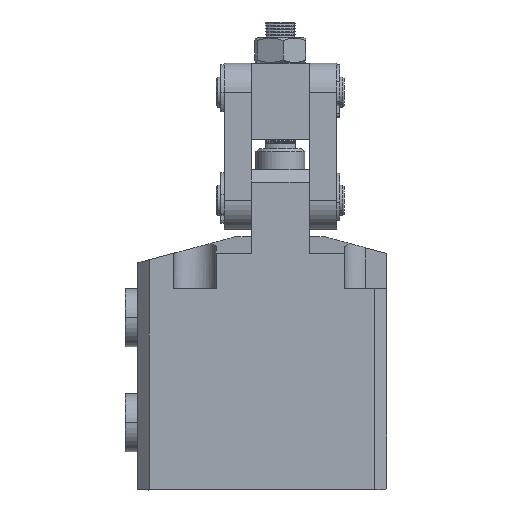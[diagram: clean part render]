
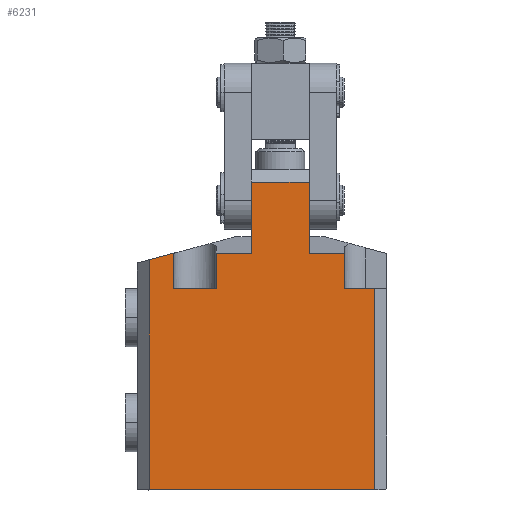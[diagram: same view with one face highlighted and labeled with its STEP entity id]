
A CAD part, top view. The second image highlights one B-rep face of the part: STEP entity #6231.
In plain terms, the highlighted planar face has unit normal (0, 0, 1).
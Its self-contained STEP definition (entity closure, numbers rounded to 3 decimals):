
#27 = CARTESIAN_POINT ( 'NONE',  ( 465.21, 181.157, 35. ) ) ;
#258 = VERTEX_POINT ( 'NONE', #15362 ) ;
#328 = EDGE_CURVE ( 'NONE', #14676, #676, #4747, .T. ) ;
#643 = VERTEX_POINT ( 'NONE', #9163 ) ;
#676 = VERTEX_POINT ( 'NONE', #11317 ) ;
#738 = CARTESIAN_POINT ( 'NONE',  ( 486.71, 103.516, 35. ) ) ;
#913 = DIRECTION ( 'NONE',  ( 0., 1., 0. ) ) ;
#994 = ORIENTED_EDGE ( 'NONE', *, *, #14018, .T. ) ;
#1049 = EDGE_CURVE ( 'NONE', #676, #11209, #2748, .T. ) ;
#1193 = VECTOR ( 'NONE', #6925, 1000. ) ;
#1341 = LINE ( 'NONE', #6876, #1193 ) ;
#1363 = ORIENTED_EDGE ( 'NONE', *, *, #1049, .T. ) ;
#1589 = EDGE_CURVE ( 'NONE', #11209, #7790, #1341, .T. ) ;
#1707 = DIRECTION ( 'NONE',  ( 1., 0., 0. ) ) ;
#1800 = ORIENTED_EDGE ( 'NONE', *, *, #1589, .T. ) ;
#1809 = LINE ( 'NONE', #5670, #2085 ) ;
#1856 = CARTESIAN_POINT ( 'NONE',  ( 412.71, 103.516, 35. ) ) ;
#2085 = VECTOR ( 'NONE', #5696, 1000. ) ;
#2316 = DIRECTION ( 'NONE',  ( -0.966, -0.259, 0. ) ) ;
#2356 = EDGE_CURVE ( 'NONE', #7790, #4429, #16330, .T. ) ;
#2503 = CARTESIAN_POINT ( 'NONE',  ( 420.71, 181.157, 35. ) ) ;
#2510 = CARTESIAN_POINT ( 'NONE',  ( 412.71, 181.157, 35. ) ) ;
#2517 = VECTOR ( 'NONE', #11770, 1000. ) ;
#2564 = VECTOR ( 'NONE', #913, 1000. ) ;
#2690 = ORIENTED_EDGE ( 'NONE', *, *, #16261, .T. ) ;
#2748 = LINE ( 'NONE', #12995, #2517 ) ;
#2771 = DIRECTION ( 'NONE',  ( -1., 0., 0. ) ) ;
#3176 = CARTESIAN_POINT ( 'NONE',  ( 486.71, 169.516, 35. ) ) ;
#3261 = LINE ( 'NONE', #738, #2564 ) ;
#3483 = CARTESIAN_POINT ( 'NONE',  ( 476.71, 103.516, 35. ) ) ;
#3670 = EDGE_CURVE ( 'NONE', #4429, #643, #12766, .T. ) ;
#4031 = VECTOR ( 'NONE', #7581, 1000. ) ;
#4046 = LINE ( 'NONE', #8025, #4031 ) ;
#4279 = CARTESIAN_POINT ( 'NONE',  ( 465.21, 204.516, 35. ) ) ;
#4352 = VERTEX_POINT ( 'NONE', #27 ) ;
#4429 = VERTEX_POINT ( 'NONE', #6914 ) ;
#4704 = VECTOR ( 'NONE', #15884, 1000. ) ;
#4747 = LINE ( 'NONE', #15870, #4704 ) ;
#4810 = DIRECTION ( 'NONE',  ( 0., 1., 0. ) ) ;
#5250 = EDGE_CURVE ( 'NONE', #643, #258, #8316, .T. ) ;
#5670 = CARTESIAN_POINT ( 'NONE',  ( 465.21, 103.516, 35. ) ) ;
#5696 = DIRECTION ( 'NONE',  ( 0., 1., 0. ) ) ;
#5789 = VECTOR ( 'NONE', #2771, 1000. ) ;
#5796 = CARTESIAN_POINT ( 'NONE',  ( 420.71, 181.157, 35. ) ) ;
#5830 = LINE ( 'NONE', #2510, #5789 ) ;
#5857 = FACE_OUTER_BOUND ( 'NONE', #9324, .T. ) ;
#5929 = EDGE_CURVE ( 'NONE', #258, #11759, #3261, .T. ) ;
#6231 = ADVANCED_FACE ( 'NONE', ( #5857 ), #9346, .T. ) ;
#6259 = VERTEX_POINT ( 'NONE', #6893 ) ;
#6276 = CARTESIAN_POINT ( 'NONE',  ( 434.71, 181.157, 35. ) ) ;
#6785 = EDGE_CURVE ( 'NONE', #11759, #13751, #4046, .T. ) ;
#6876 = CARTESIAN_POINT ( 'NONE',  ( 420.71, 103.516, 35. ) ) ;
#6893 = CARTESIAN_POINT ( 'NONE',  ( 476.71, 181.157, 35. ) ) ;
#6914 = CARTESIAN_POINT ( 'NONE',  ( 412.71, 179.014, 35. ) ) ;
#6925 = DIRECTION ( 'NONE',  ( 0., 1., 0. ) ) ;
#7101 = VERTEX_POINT ( 'NONE', #13261 ) ;
#7581 = DIRECTION ( 'NONE',  ( -1., 0., 0. ) ) ;
#7790 = VERTEX_POINT ( 'NONE', #5796 ) ;
#7821 = DIRECTION ( 'NONE',  ( 0., -1., 0. ) ) ;
#7851 = CARTESIAN_POINT ( 'NONE',  ( 412.71, 103.516, 35. ) ) ;
#8025 = CARTESIAN_POINT ( 'NONE',  ( 412.71, 169.516, 35. ) ) ;
#8235 = EDGE_CURVE ( 'NONE', #13751, #6259, #16865, .T. ) ;
#8316 = LINE ( 'NONE', #1856, #8389 ) ;
#8389 = VECTOR ( 'NONE', #1707, 1000. ) ;
#8463 = CARTESIAN_POINT ( 'NONE',  ( 420.71, 169.516, 35. ) ) ;
#8889 = DIRECTION ( 'NONE',  ( 1., 0., 0. ) ) ;
#9163 = CARTESIAN_POINT ( 'NONE',  ( 412.71, 103.516, 35. ) ) ;
#9324 = EDGE_LOOP ( 'NONE', ( #12623, #13986, #12382, #16765, #994, #11076, #2690, #13230, #1363, #1800, #9553, #13547, #14006, #13311 ) ) ;
#9346 = PLANE ( 'NONE',  #11200 ) ;
#9553 = ORIENTED_EDGE ( 'NONE', *, *, #2356, .T. ) ;
#9619 = LINE ( 'NONE', #13600, #9639 ) ;
#9632 = CARTESIAN_POINT ( 'NONE',  ( 412.71, 103.516, 35. ) ) ;
#9639 = VECTOR ( 'NONE', #13624, 1000. ) ;
#10343 = CARTESIAN_POINT ( 'NONE',  ( 446.21, 103.516, 35. ) ) ;
#10659 = DIRECTION ( 'NONE',  ( 0., -1., 0. ) ) ;
#11076 = ORIENTED_EDGE ( 'NONE', *, *, #15620, .T. ) ;
#11200 = AXIS2_PLACEMENT_3D ( 'NONE', #9632, #12583, #8889 ) ;
#11209 = VERTEX_POINT ( 'NONE', #8463 ) ;
#11317 = CARTESIAN_POINT ( 'NONE',  ( 434.71, 169.516, 35. ) ) ;
#11373 = VECTOR ( 'NONE', #10659, 1000. ) ;
#11480 = LINE ( 'NONE', #10343, #11373 ) ;
#11759 = VERTEX_POINT ( 'NONE', #3176 ) ;
#11770 = DIRECTION ( 'NONE',  ( -1., 0., 0. ) ) ;
#11828 = EDGE_CURVE ( 'NONE', #6259, #4352, #5830, .T. ) ;
#12382 = ORIENTED_EDGE ( 'NONE', *, *, #11828, .T. ) ;
#12447 = CARTESIAN_POINT ( 'NONE',  ( 446.21, 181.157, 35. ) ) ;
#12583 = DIRECTION ( 'NONE',  ( 0., 0., 1. ) ) ;
#12623 = ORIENTED_EDGE ( 'NONE', *, *, #6785, .T. ) ;
#12711 = DIRECTION ( 'NONE',  ( -1., 0., 0. ) ) ;
#12716 = CARTESIAN_POINT ( 'NONE',  ( 412.71, 204.516, 35. ) ) ;
#12717 = VECTOR ( 'NONE', #7821, 1000. ) ;
#12766 = LINE ( 'NONE', #7851, #12717 ) ;
#12995 = CARTESIAN_POINT ( 'NONE',  ( 412.71, 169.516, 35. ) ) ;
#13230 = ORIENTED_EDGE ( 'NONE', *, *, #328, .T. ) ;
#13261 = CARTESIAN_POINT ( 'NONE',  ( 446.21, 204.516, 35. ) ) ;
#13269 = EDGE_CURVE ( 'NONE', #4352, #14898, #1809, .T. ) ;
#13311 = ORIENTED_EDGE ( 'NONE', *, *, #5929, .T. ) ;
#13547 = ORIENTED_EDGE ( 'NONE', *, *, #3670, .T. ) ;
#13600 = CARTESIAN_POINT ( 'NONE',  ( 412.71, 181.157, 35. ) ) ;
#13624 = DIRECTION ( 'NONE',  ( -1., 0., 0. ) ) ;
#13751 = VERTEX_POINT ( 'NONE', #15430 ) ;
#13986 = ORIENTED_EDGE ( 'NONE', *, *, #8235, .T. ) ;
#14006 = ORIENTED_EDGE ( 'NONE', *, *, #5250, .T. ) ;
#14018 = EDGE_CURVE ( 'NONE', #14898, #7101, #16523, .T. ) ;
#14676 = VERTEX_POINT ( 'NONE', #6276 ) ;
#14898 = VERTEX_POINT ( 'NONE', #4279 ) ;
#15362 = CARTESIAN_POINT ( 'NONE',  ( 486.71, 103.516, 35. ) ) ;
#15430 = CARTESIAN_POINT ( 'NONE',  ( 476.71, 169.516, 35. ) ) ;
#15620 = EDGE_CURVE ( 'NONE', #7101, #16431, #11480, .T. ) ;
#15870 = CARTESIAN_POINT ( 'NONE',  ( 434.71, 103.516, 35. ) ) ;
#15884 = DIRECTION ( 'NONE',  ( 0., -1., 0. ) ) ;
#16261 = EDGE_CURVE ( 'NONE', #16431, #14676, #9619, .T. ) ;
#16330 = LINE ( 'NONE', #2503, #16349 ) ;
#16349 = VECTOR ( 'NONE', #2316, 1000. ) ;
#16431 = VERTEX_POINT ( 'NONE', #12447 ) ;
#16451 = VECTOR ( 'NONE', #12711, 1000. ) ;
#16523 = LINE ( 'NONE', #12716, #16451 ) ;
#16765 = ORIENTED_EDGE ( 'NONE', *, *, #13269, .T. ) ;
#16793 = VECTOR ( 'NONE', #4810, 1000. ) ;
#16865 = LINE ( 'NONE', #3483, #16793 ) ;
